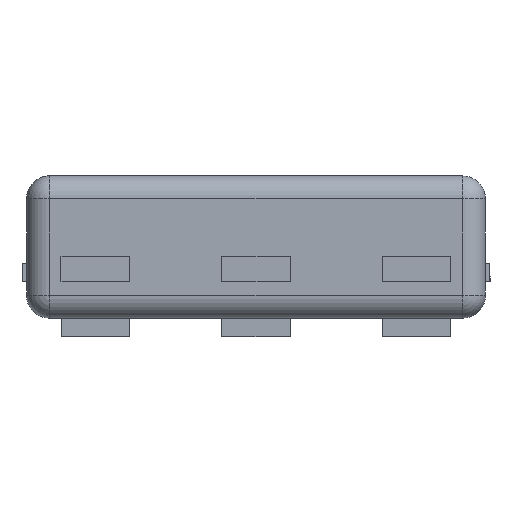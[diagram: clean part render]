
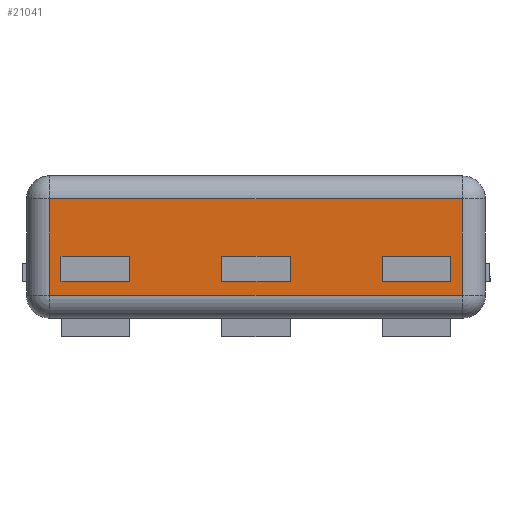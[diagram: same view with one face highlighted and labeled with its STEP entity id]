
A CAD part, front view. The second image highlights one B-rep face of the part: STEP entity #21041.
In plain terms, the highlighted planar face has unit normal (0, -1, 0).
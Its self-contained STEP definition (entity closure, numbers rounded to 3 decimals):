
#354 = EDGE_LOOP ( 'NONE', ( #1903, #18287, #29499, #19018 ) ) ;
#432 = DIRECTION ( 'NONE',  ( 0., 0., 1. ) ) ;
#498 = VECTOR ( 'NONE', #20895, 1000. ) ;
#792 = VECTOR ( 'NONE', #1329, 1000. ) ;
#1329 = DIRECTION ( 'NONE',  ( 0., 0., 1. ) ) ;
#1358 = CARTESIAN_POINT ( 'NONE',  ( 0.45, -0.5, 0.35 ) ) ;
#1421 = VECTOR ( 'NONE', #2088, 1000. ) ;
#1529 = EDGE_LOOP ( 'NONE', ( #29540, #2989, #27050, #22427 ) ) ;
#1605 = EDGE_CURVE ( 'NONE', #15096, #20086, #19217, .T. ) ;
#1751 = AXIS2_PLACEMENT_3D ( 'NONE', #29693, #5776, #8247 ) ;
#1773 = EDGE_CURVE ( 'NONE', #17848, #8727, #5013, .T. ) ;
#1828 = CARTESIAN_POINT ( 'NONE',  ( -0.45, -0.5, 0.35 ) ) ;
#1903 = ORIENTED_EDGE ( 'NONE', *, *, #24918, .T. ) ;
#1963 = EDGE_CURVE ( 'NONE', #2168, #29722, #16041, .T. ) ;
#1994 = VERTEX_POINT ( 'NONE', #10732 ) ;
#2088 = DIRECTION ( 'NONE',  ( 1., 0., 0. ) ) ;
#2168 = VERTEX_POINT ( 'NONE', #6014 ) ;
#2393 = ORIENTED_EDGE ( 'NONE', *, *, #16372, .T. ) ;
#2821 = CARTESIAN_POINT ( 'NONE',  ( 0.075, -0.5, 0.12 ) ) ;
#2989 = ORIENTED_EDGE ( 'NONE', *, *, #11372, .T. ) ;
#3094 = CARTESIAN_POINT ( 'NONE',  ( 0.275, -0.5, 0.12 ) ) ;
#3164 = VERTEX_POINT ( 'NONE', #3920 ) ;
#3519 = LINE ( 'NONE', #13162, #792 ) ;
#3920 = CARTESIAN_POINT ( 'NONE',  ( -0.45, -0.5, 0.09 ) ) ;
#4404 = CARTESIAN_POINT ( 'NONE',  ( -0.5, -0.5, 0.09 ) ) ;
#4672 = VECTOR ( 'NONE', #432, 1000. ) ;
#4676 = VERTEX_POINT ( 'NONE', #14128 ) ;
#4909 = EDGE_CURVE ( 'NONE', #20086, #23811, #7028, .T. ) ;
#5013 = LINE ( 'NONE', #2821, #7310 ) ;
#5776 = DIRECTION ( 'NONE',  ( 0., 1., 0. ) ) ;
#5896 = LINE ( 'NONE', #1358, #25676 ) ;
#6014 = CARTESIAN_POINT ( 'NONE',  ( -0.075, -0.5, 0.12 ) ) ;
#6703 = ORIENTED_EDGE ( 'NONE', *, *, #23175, .T. ) ;
#7028 = LINE ( 'NONE', #11520, #498 ) ;
#7310 = VECTOR ( 'NONE', #21217, 1000. ) ;
#7650 = CARTESIAN_POINT ( 'NONE',  ( -0.425, -0.5, 0.12 ) ) ;
#7674 = DIRECTION ( 'NONE',  ( 0., 0., -1. ) ) ;
#7889 = CARTESIAN_POINT ( 'NONE',  ( 0.075, -0.5, 0.175 ) ) ;
#8011 = CARTESIAN_POINT ( 'NONE',  ( -0.425, -0.5, 0.175 ) ) ;
#8065 = DIRECTION ( 'NONE',  ( -1., 0., 0. ) ) ;
#8247 = DIRECTION ( 'NONE',  ( 0., 0., 1. ) ) ;
#8270 = VECTOR ( 'NONE', #18527, 1000. ) ;
#8727 = VERTEX_POINT ( 'NONE', #24090 ) ;
#8736 = EDGE_CURVE ( 'NONE', #21806, #1994, #9607, .T. ) ;
#9457 = DIRECTION ( 'NONE',  ( 0., 0., -1. ) ) ;
#9607 = LINE ( 'NONE', #12541, #29276 ) ;
#10362 = LINE ( 'NONE', #29011, #10916 ) ;
#10732 = CARTESIAN_POINT ( 'NONE',  ( -0.275, -0.5, 0.12 ) ) ;
#10916 = VECTOR ( 'NONE', #21908, 1000. ) ;
#11307 = CARTESIAN_POINT ( 'NONE',  ( -0.075, -0.5, 0.175 ) ) ;
#11372 = EDGE_CURVE ( 'NONE', #3164, #29056, #14732, .T. ) ;
#11399 = CARTESIAN_POINT ( 'NONE',  ( 0.45, -0.5, 0.3 ) ) ;
#11482 = CARTESIAN_POINT ( 'NONE',  ( 0.425, -0.5, 0.12 ) ) ;
#11520 = CARTESIAN_POINT ( 'NONE',  ( 0.275, -0.5, 0.12 ) ) ;
#11735 = CARTESIAN_POINT ( 'NONE',  ( 0.425, -0.5, 0.12 ) ) ;
#11938 = VECTOR ( 'NONE', #8065, 1000. ) ;
#12329 = EDGE_CURVE ( 'NONE', #28319, #21806, #24865, .T. ) ;
#12541 = CARTESIAN_POINT ( 'NONE',  ( -0.275, -0.5, 0.12 ) ) ;
#12769 = FACE_OUTER_BOUND ( 'NONE', #1529, .T. ) ;
#12813 = EDGE_CURVE ( 'NONE', #29223, #3164, #20846, .T. ) ;
#13162 = CARTESIAN_POINT ( 'NONE',  ( -0.425, -0.5, 0.12 ) ) ;
#13551 = DIRECTION ( 'NONE',  ( 0., 0., 1. ) ) ;
#14128 = CARTESIAN_POINT ( 'NONE',  ( 0.275, -0.5, 0.175 ) ) ;
#14732 = LINE ( 'NONE', #4404, #15174 ) ;
#14814 = DIRECTION ( 'NONE',  ( -1., 0., 0. ) ) ;
#15020 = ORIENTED_EDGE ( 'NONE', *, *, #27468, .T. ) ;
#15096 = VERTEX_POINT ( 'NONE', #21821 ) ;
#15174 = VECTOR ( 'NONE', #30202, 1000. ) ;
#15266 = FACE_BOUND ( 'NONE', #23702, .T. ) ;
#15546 = EDGE_CURVE ( 'NONE', #29056, #19813, #5896, .T. ) ;
#16041 = LINE ( 'NONE', #22765, #29303 ) ;
#16372 = EDGE_CURVE ( 'NONE', #23428, #28319, #3519, .T. ) ;
#16564 = VECTOR ( 'NONE', #14814, 1000. ) ;
#16589 = LINE ( 'NONE', #23782, #23431 ) ;
#16649 = CARTESIAN_POINT ( 'NONE',  ( -0.275, -0.5, 0.175 ) ) ;
#16888 = ORIENTED_EDGE ( 'NONE', *, *, #4909, .T. ) ;
#17323 = LINE ( 'NONE', #7650, #16564 ) ;
#17608 = ORIENTED_EDGE ( 'NONE', *, *, #1605, .T. ) ;
#17848 = VERTEX_POINT ( 'NONE', #7889 ) ;
#18287 = ORIENTED_EDGE ( 'NONE', *, *, #1963, .T. ) ;
#18527 = DIRECTION ( 'NONE',  ( 0., 0., -1. ) ) ;
#18724 = VECTOR ( 'NONE', #7674, 1000. ) ;
#18842 = ORIENTED_EDGE ( 'NONE', *, *, #12329, .T. ) ;
#18871 = CARTESIAN_POINT ( 'NONE',  ( 0.275, -0.5, 0.12 ) ) ;
#19018 = ORIENTED_EDGE ( 'NONE', *, *, #1773, .T. ) ;
#19079 = DIRECTION ( 'NONE',  ( 1., 0., 0. ) ) ;
#19217 = LINE ( 'NONE', #11735, #18724 ) ;
#19567 = EDGE_CURVE ( 'NONE', #29722, #17848, #16589, .T. ) ;
#19640 = FACE_BOUND ( 'NONE', #354, .T. ) ;
#19690 = ORIENTED_EDGE ( 'NONE', *, *, #27202, .T. ) ;
#19813 = VERTEX_POINT ( 'NONE', #11399 ) ;
#20066 = DIRECTION ( 'NONE',  ( 0., 0., 1. ) ) ;
#20086 = VERTEX_POINT ( 'NONE', #11482 ) ;
#20114 = CARTESIAN_POINT ( 'NONE',  ( -0.425, -0.5, 0.12 ) ) ;
#20411 = ORIENTED_EDGE ( 'NONE', *, *, #8736, .T. ) ;
#20846 = LINE ( 'NONE', #1828, #8270 ) ;
#20895 = DIRECTION ( 'NONE',  ( -1., 0., 0. ) ) ;
#21041 = ADVANCED_FACE ( 'NONE', ( #12769, #15266, #19640, #25381 ), #22301, .F. ) ;
#21217 = DIRECTION ( 'NONE',  ( 0., 0., -1. ) ) ;
#21806 = VERTEX_POINT ( 'NONE', #16649 ) ;
#21821 = CARTESIAN_POINT ( 'NONE',  ( 0.425, -0.5, 0.175 ) ) ;
#21908 = DIRECTION ( 'NONE',  ( -1., 0., 0. ) ) ;
#22301 = PLANE ( 'NONE',  #1751 ) ;
#22427 = ORIENTED_EDGE ( 'NONE', *, *, #23990, .T. ) ;
#22765 = CARTESIAN_POINT ( 'NONE',  ( -0.075, -0.5, 0.12 ) ) ;
#22825 = DIRECTION ( 'NONE',  ( 1., 0., 0. ) ) ;
#23175 = EDGE_CURVE ( 'NONE', #4676, #15096, #25359, .T. ) ;
#23428 = VERTEX_POINT ( 'NONE', #20114 ) ;
#23431 = VECTOR ( 'NONE', #19079, 1000. ) ;
#23702 = EDGE_LOOP ( 'NONE', ( #16888, #15020, #6703, #17608 ) ) ;
#23782 = CARTESIAN_POINT ( 'NONE',  ( -0.075, -0.5, 0.175 ) ) ;
#23811 = VERTEX_POINT ( 'NONE', #18871 ) ;
#23990 = EDGE_CURVE ( 'NONE', #19813, #29223, #25396, .T. ) ;
#24090 = CARTESIAN_POINT ( 'NONE',  ( 0.075, -0.5, 0.12 ) ) ;
#24279 = CARTESIAN_POINT ( 'NONE',  ( -0.425, -0.5, 0.175 ) ) ;
#24462 = LINE ( 'NONE', #3094, #4672 ) ;
#24865 = LINE ( 'NONE', #8011, #27720 ) ;
#24918 = EDGE_CURVE ( 'NONE', #8727, #2168, #10362, .T. ) ;
#25359 = LINE ( 'NONE', #27730, #1421 ) ;
#25381 = FACE_BOUND ( 'NONE', #30047, .T. ) ;
#25396 = LINE ( 'NONE', #29517, #11938 ) ;
#25676 = VECTOR ( 'NONE', #20066, 1000. ) ;
#26505 = CARTESIAN_POINT ( 'NONE',  ( 0.45, -0.5, 0.09 ) ) ;
#27050 = ORIENTED_EDGE ( 'NONE', *, *, #15546, .T. ) ;
#27202 = EDGE_CURVE ( 'NONE', #1994, #23428, #17323, .T. ) ;
#27468 = EDGE_CURVE ( 'NONE', #23811, #4676, #24462, .T. ) ;
#27720 = VECTOR ( 'NONE', #22825, 1000. ) ;
#27730 = CARTESIAN_POINT ( 'NONE',  ( 0.275, -0.5, 0.175 ) ) ;
#28319 = VERTEX_POINT ( 'NONE', #24279 ) ;
#28771 = CARTESIAN_POINT ( 'NONE',  ( -0.45, -0.5, 0.3 ) ) ;
#29011 = CARTESIAN_POINT ( 'NONE',  ( -0.075, -0.5, 0.12 ) ) ;
#29056 = VERTEX_POINT ( 'NONE', #26505 ) ;
#29223 = VERTEX_POINT ( 'NONE', #28771 ) ;
#29276 = VECTOR ( 'NONE', #9457, 1000. ) ;
#29303 = VECTOR ( 'NONE', #13551, 1000. ) ;
#29499 = ORIENTED_EDGE ( 'NONE', *, *, #19567, .T. ) ;
#29517 = CARTESIAN_POINT ( 'NONE',  ( -0.5, -0.5, 0.3 ) ) ;
#29540 = ORIENTED_EDGE ( 'NONE', *, *, #12813, .T. ) ;
#29693 = CARTESIAN_POINT ( 'NONE',  ( -0.5, -0.5, 0.35 ) ) ;
#29722 = VERTEX_POINT ( 'NONE', #11307 ) ;
#30047 = EDGE_LOOP ( 'NONE', ( #19690, #2393, #18842, #20411 ) ) ;
#30202 = DIRECTION ( 'NONE',  ( 1., 0., 0. ) ) ;
